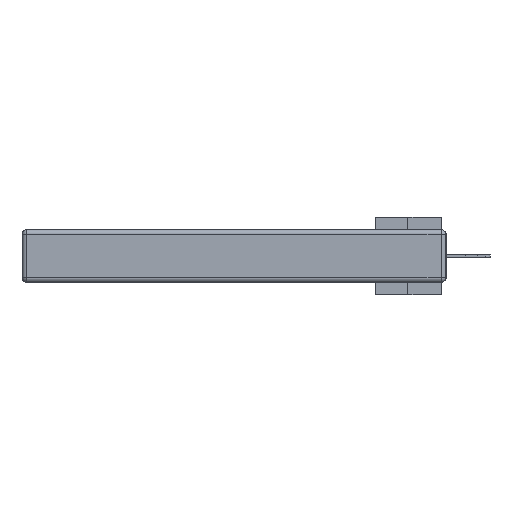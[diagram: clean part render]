
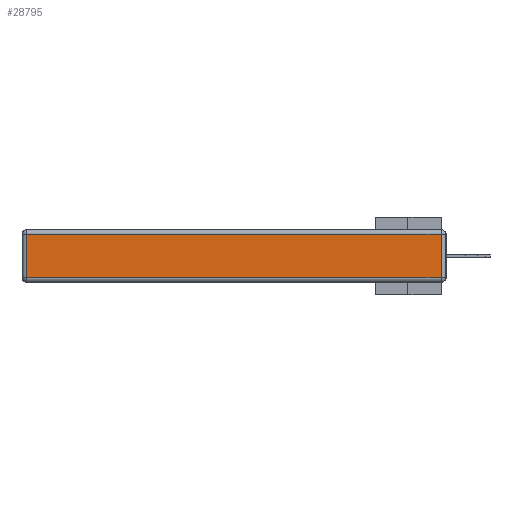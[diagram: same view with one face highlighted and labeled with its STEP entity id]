
A CAD part, left-side view. The second image highlights one B-rep face of the part: STEP entity #28795.
In plain terms, the highlighted planar face has unit normal (-1, 0, 0).
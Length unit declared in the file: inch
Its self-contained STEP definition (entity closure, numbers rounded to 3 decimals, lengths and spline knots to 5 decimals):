
#644 = LINE ( 'NONE', #8622, #4246 ) ;
#1643 = DIRECTION ( 'NONE',  ( 0., 0., 1. ) ) ;
#2536 = AXIS2_PLACEMENT_3D ( 'NONE', #9885, #27749, #25762 ) ;
#2951 = CARTESIAN_POINT ( 'NONE',  ( 0., 2.72, -0.343 ) ) ;
#3406 = CARTESIAN_POINT ( 'NONE',  ( 0., 2.72, -0.03 ) ) ;
#4246 = VECTOR ( 'NONE', #6065, 39.37008 ) ;
#5611 = ORIENTED_EDGE ( 'NONE', *, *, #22200, .T. ) ;
#5880 = VECTOR ( 'NONE', #8036, 39.37008 ) ;
#6065 = DIRECTION ( 'NONE',  ( 0., -1., 0. ) ) ;
#7315 = VERTEX_POINT ( 'NONE', #14887 ) ;
#8036 = DIRECTION ( 'NONE',  ( 0., 1., 0. ) ) ;
#8622 = CARTESIAN_POINT ( 'NONE',  ( 0., 0., -0.313 ) ) ;
#9144 = LINE ( 'NONE', #2951, #32425 ) ;
#9457 = EDGE_CURVE ( 'NONE', #27192, #7315, #12859, .T. ) ;
#9885 = CARTESIAN_POINT ( 'NONE',  ( 0., 0., -0.343 ) ) ;
#10265 = EDGE_CURVE ( 'NONE', #32294, #30787, #9144, .T. ) ;
#12859 = LINE ( 'NONE', #29740, #20439 ) ;
#13155 = DIRECTION ( 'NONE',  ( 0., 0., -1. ) ) ;
#14887 = CARTESIAN_POINT ( 'NONE',  ( 0., 0.03, -0.03 ) ) ;
#15737 = ORIENTED_EDGE ( 'NONE', *, *, #9457, .T. ) ;
#17149 = CARTESIAN_POINT ( 'NONE',  ( 0., 2.72, -0.313 ) ) ;
#17523 = ORIENTED_EDGE ( 'NONE', *, *, #10265, .T. ) ;
#18107 = PLANE ( 'NONE',  #2536 ) ;
#18255 = EDGE_LOOP ( 'NONE', ( #5611, #15737, #24012, #17523 ) ) ;
#19825 = CARTESIAN_POINT ( 'NONE',  ( 0., 0.03, -0.313 ) ) ;
#20439 = VECTOR ( 'NONE', #1643, 39.37008 ) ;
#21755 = FACE_OUTER_BOUND ( 'NONE', #18255, .T. ) ;
#22200 = EDGE_CURVE ( 'NONE', #30787, #27192, #644, .T. ) ;
#24012 = ORIENTED_EDGE ( 'NONE', *, *, #30102, .T. ) ;
#25762 = DIRECTION ( 'NONE',  ( 0., 0., 1. ) ) ;
#27192 = VERTEX_POINT ( 'NONE', #19825 ) ;
#27749 = DIRECTION ( 'NONE',  ( -1., 0., 0. ) ) ;
#28312 = LINE ( 'NONE', #28595, #5880 ) ;
#28595 = CARTESIAN_POINT ( 'NONE',  ( 0., 2.75, -0.03 ) ) ;
#28795 = ADVANCED_FACE ( 'NONE', ( #21755 ), #18107, .T. ) ;
#29740 = CARTESIAN_POINT ( 'NONE',  ( 0., 0.03, -0.343 ) ) ;
#30102 = EDGE_CURVE ( 'NONE', #7315, #32294, #28312, .T. ) ;
#30787 = VERTEX_POINT ( 'NONE', #17149 ) ;
#32294 = VERTEX_POINT ( 'NONE', #3406 ) ;
#32425 = VECTOR ( 'NONE', #13155, 39.37008 ) ;
